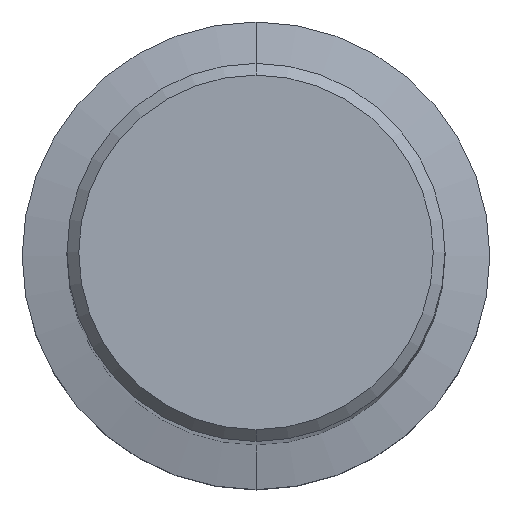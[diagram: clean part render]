
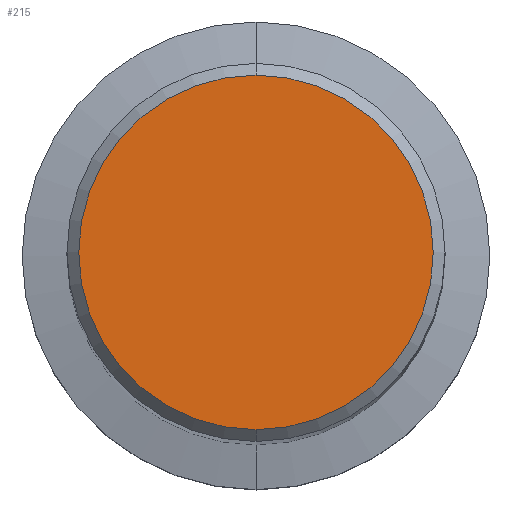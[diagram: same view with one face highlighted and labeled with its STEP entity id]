
A CAD part, top view. The second image highlights one B-rep face of the part: STEP entity #215.
In plain terms, the highlighted planar face has unit normal (0, 0, 1).
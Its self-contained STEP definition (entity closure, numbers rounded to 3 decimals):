
#187=EDGE_CURVE('',#295,#245,#394,.T.);
#215=ADVANCED_FACE('',(#423),#424,.T.);
#245=VERTEX_POINT('',#460);
#283=EDGE_CURVE('',#245,#295,#503,.T.);
#295=VERTEX_POINT('',#517);
#394=CIRCLE('',#631,18.05);
#423=FACE_OUTER_BOUND('',#673,.T.);
#424=PLANE('',#674);
#460=CARTESIAN_POINT('',(0.0,18.05,0.0));
#503=CIRCLE('',#771,18.05);
#517=CARTESIAN_POINT('',(0.,-18.05,0.0));
#631=AXIS2_PLACEMENT_3D('',#891,#892,#893);
#673=EDGE_LOOP('',(#922,#923));
#674=AXIS2_PLACEMENT_3D('',#924,#925,#926);
#771=AXIS2_PLACEMENT_3D('',#1031,#1032,#1033);
#891=CARTESIAN_POINT('',(0.0,0.0,0.0));
#892=DIRECTION('',(0.0,0.0,-1.0));
#893=DIRECTION('',(0.0,1.0,0.0));
#922=ORIENTED_EDGE('',*,*,#283,.F.);
#923=ORIENTED_EDGE('',*,*,#187,.F.);
#924=CARTESIAN_POINT('',(0.0,9.025,0.0));
#925=DIRECTION('',(-0.0,0.0,1.0));
#926=DIRECTION('',(0.0,-1.0,0.0));
#1031=CARTESIAN_POINT('',(0.0,0.0,0.0));
#1032=DIRECTION('',(0.0,0.0,-1.0));
#1033=DIRECTION('',(0.0,1.0,0.0));
